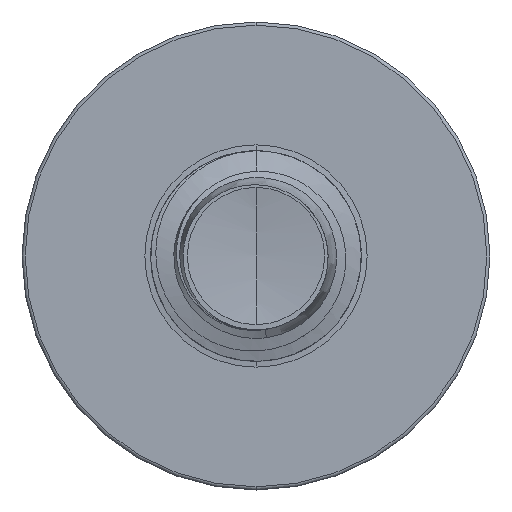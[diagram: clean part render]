
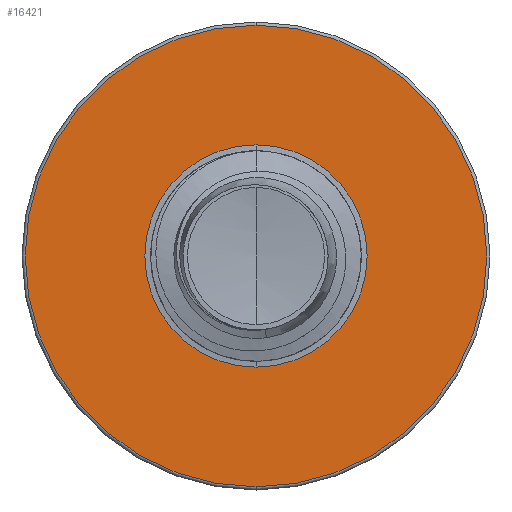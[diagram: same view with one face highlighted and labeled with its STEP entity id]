
A CAD part, front view. The second image highlights one B-rep face of the part: STEP entity #16421.
In plain terms, the highlighted planar face has unit normal (0, -1, 0).
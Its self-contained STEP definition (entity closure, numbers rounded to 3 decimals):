
#169 = DIRECTION ( 'NONE',  ( 0., 0., 1. ) ) ;
#569 = DIRECTION ( 'NONE',  ( 0., 1., 0. ) ) ;
#943 = CARTESIAN_POINT ( 'NONE',  ( 0., 8., 0. ) ) ;
#2148 = CARTESIAN_POINT ( 'NONE',  ( 0., 8., -2.375 ) ) ;
#2685 = EDGE_CURVE ( 'NONE', #20386, #13091, #17047, .T. ) ;
#2692 = EDGE_CURVE ( 'NONE', #9784, #17610, #13737, .T. ) ;
#2994 = AXIS2_PLACEMENT_3D ( 'NONE', #943, #569, #169 ) ;
#5919 = FACE_OUTER_BOUND ( 'NONE', #14733, .T. ) ;
#6059 = EDGE_CURVE ( 'NONE', #13091, #20386, #15823, .T. ) ;
#7545 = EDGE_CURVE ( 'NONE', #17610, #9784, #7580, .T. ) ;
#7580 = CIRCLE ( 'NONE', #21151, 4.933 ) ;
#8456 = CARTESIAN_POINT ( 'NONE',  ( 0., 8., 4.933 ) ) ;
#9009 = AXIS2_PLACEMENT_3D ( 'NONE', #21599, #21576, #21556 ) ;
#9784 = VERTEX_POINT ( 'NONE', #10774 ) ;
#10774 = CARTESIAN_POINT ( 'NONE',  ( 0., 8., -4.932 ) ) ;
#10979 = PLANE ( 'NONE',  #20194 ) ;
#11018 = ORIENTED_EDGE ( 'NONE', *, *, #2692, .F. ) ;
#11059 = DIRECTION ( 'NONE',  ( 0., 0., 1. ) ) ;
#12302 = CARTESIAN_POINT ( 'NONE',  ( 0., 8., -2.375 ) ) ;
#12399 = ORIENTED_EDGE ( 'NONE', *, *, #2685, .T. ) ;
#13091 = VERTEX_POINT ( 'NONE', #12302 ) ;
#13737 = CIRCLE ( 'NONE', #9009, 4.933 ) ;
#13889 = ORIENTED_EDGE ( 'NONE', *, *, #6059, .T. ) ;
#14253 = DIRECTION ( 'NONE',  ( 0., 0., 1. ) ) ;
#14272 = DIRECTION ( 'NONE',  ( 0., 1., 0. ) ) ;
#14293 = CARTESIAN_POINT ( 'NONE',  ( 0., 8., 0. ) ) ;
#14572 = FACE_BOUND ( 'NONE', #14667, .T. ) ;
#14667 = EDGE_LOOP ( 'NONE', ( #12399, #13889 ) ) ;
#14733 = EDGE_LOOP ( 'NONE', ( #17294, #11018 ) ) ;
#15071 = DIRECTION ( 'NONE',  ( 0., 0., 1. ) ) ;
#15211 = CARTESIAN_POINT ( 'NONE',  ( 0., 8., 2.375 ) ) ;
#15261 = CARTESIAN_POINT ( 'NONE',  ( 0., 8., 0. ) ) ;
#15823 = CIRCLE ( 'NONE', #16603, 2.375 ) ;
#16209 = DIRECTION ( 'NONE',  ( 0., 1., 0. ) ) ;
#16421 = ADVANCED_FACE ( 'NONE', ( #5919, #14572 ), #10979, .F. ) ;
#16603 = AXIS2_PLACEMENT_3D ( 'NONE', #15261, #16209, #15071 ) ;
#17047 = CIRCLE ( 'NONE', #2994, 2.375 ) ;
#17294 = ORIENTED_EDGE ( 'NONE', *, *, #7545, .F. ) ;
#17610 = VERTEX_POINT ( 'NONE', #8456 ) ;
#18759 = DIRECTION ( 'NONE',  ( 0., 1., 0. ) ) ;
#20194 = AXIS2_PLACEMENT_3D ( 'NONE', #2148, #18759, #11059 ) ;
#20386 = VERTEX_POINT ( 'NONE', #15211 ) ;
#21151 = AXIS2_PLACEMENT_3D ( 'NONE', #14293, #14272, #14253 ) ;
#21556 = DIRECTION ( 'NONE',  ( 0., 0., 1. ) ) ;
#21576 = DIRECTION ( 'NONE',  ( 0., 1., 0. ) ) ;
#21599 = CARTESIAN_POINT ( 'NONE',  ( 0., 8., 0. ) ) ;
